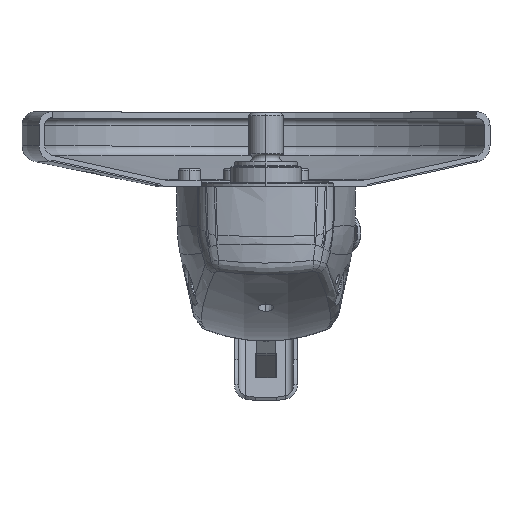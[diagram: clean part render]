
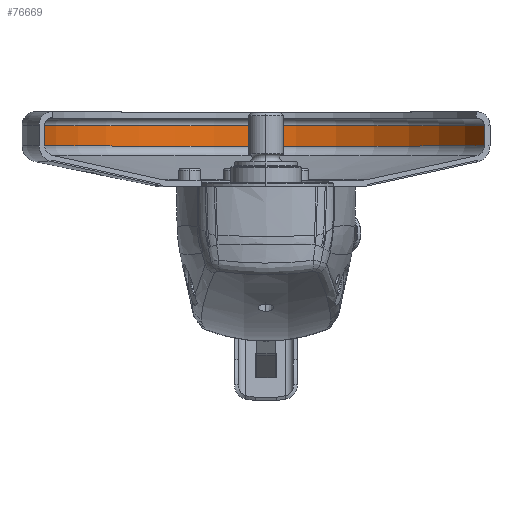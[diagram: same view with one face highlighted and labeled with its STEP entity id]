
A CAD part, top view. The second image highlights one B-rep face of the part: STEP entity #76669.
In plain terms, the highlighted cylindrical face has radius 95 mm (diameter 190 mm), a partial arc.
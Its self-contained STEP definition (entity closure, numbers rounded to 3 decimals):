
#75367=DIRECTION('',(0.,0.,-1.));
#75368=VECTOR('',#75367,8.08);
#75369=CARTESIAN_POINT('',(1.5,94.988,22.));
#75370=LINE('',#75369,#75368);
#75456=DIRECTION('',(0.,0.,-1.));
#75457=VECTOR('',#75456,8.08);
#75458=CARTESIAN_POINT('',(1.5,-94.988,22.));
#75459=LINE('',#75458,#75457);
#75472=CARTESIAN_POINT('',(1.5,94.988,22.));
#75485=CARTESIAN_POINT('',(1.5,-94.988,22.));
#75499=CARTESIAN_POINT('',(0.,0.,22.));
#75500=DIRECTION('',(0.,0.,-1.));
#75501=DIRECTION('',(0.016,1.,0.));
#75502=AXIS2_PLACEMENT_3D('',#75499,#75500,#75501);
#75521=CARTESIAN_POINT('',(0.,0.,13.92));
#75522=DIRECTION('',(0.,0.,-1.));
#75523=DIRECTION('',(0.016,1.,0.));
#75524=AXIS2_PLACEMENT_3D('',#75521,#75522,#75523);
#76425=VERTEX_POINT('',#75472);
#76426=VERTEX_POINT('',#75485);
#76427=CARTESIAN_POINT('',(1.5,94.988,13.92));
#76428=VERTEX_POINT('',#76427);
#76429=CARTESIAN_POINT('',(1.5,-94.988,13.92));
#76430=VERTEX_POINT('',#76429);
#76657=CARTESIAN_POINT('',(0.,0.,26.25));
#76658=DIRECTION('',(0.,0.,-1.));
#76659=DIRECTION('',(0.,-1.,0.));
#76660=AXIS2_PLACEMENT_3D('',#76657,#76658,#76659);
#76661=CYLINDRICAL_SURFACE('',#76660,95.);
#76662=ORIENTED_EDGE('',*,*,#76574,.F.);
#76663=ORIENTED_EDGE('',*,*,#76652,.T.);
#76664=ORIENTED_EDGE('',*,*,#76637,.T.);
#76666=ORIENTED_EDGE('',*,*,#76665,.F.);
#76667=EDGE_LOOP('',(#76662,#76663,#76664,#76666));
#76668=FACE_OUTER_BOUND('',#76667,.F.);
#75503=CIRCLE('',#75502,95.);
#75525=CIRCLE('',#75524,95.);
#76574=EDGE_CURVE('',#76425,#76428,#75370,.T.);
#76637=EDGE_CURVE('',#76426,#76430,#75459,.T.);
#76652=EDGE_CURVE('',#76425,#76426,#75503,.T.);
#76665=EDGE_CURVE('',#76428,#76430,#75525,.T.);
#76669=ADVANCED_FACE('',(#76668),#76661,.F.);
